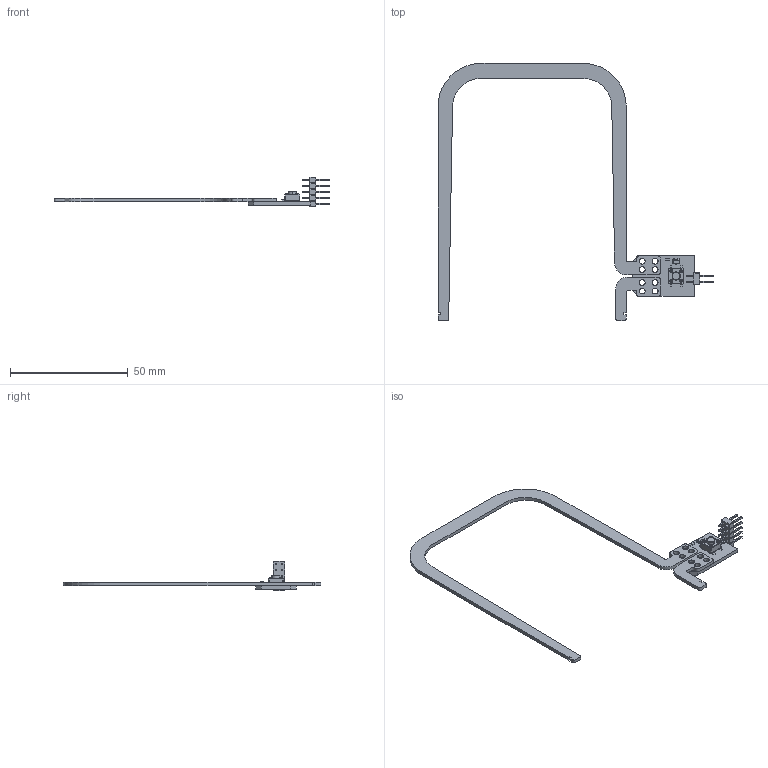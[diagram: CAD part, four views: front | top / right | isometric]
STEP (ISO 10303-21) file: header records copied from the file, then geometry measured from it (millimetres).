
FILE_DESCRIPTION(('KiCad electronic assembly'),'2;1');
FILE_NAME('3Dsimo_KIT2_foam_cutting100.step','2019-10-15T09:05:39',( 'An Author'),('A Company'),'Open CASCADE STEP processor 6.9', 'KiCad to STEP converter','Unknown');
FILE_SCHEMA(('AUTOMOTIVE_DESIGN { 1 0 10303 214 1 1 1 1 }'));
Length unit declared in the file: millimetre
Products named in the file (12): Open CASCADE STEP translator 6.9 1; SW_SPST_6x6mm_H4.3mm; COMPOUND; FoamCutting_110x80mm; Pin_Header_Straight_2x05_Pitch2.54mm; SOLID; SOT-23; C_0603
Assembly tree (11 placements, depth 3):
  Open CASCADE STEP translator 6.9 1
    SW_SPST_6x6mm_H4.3mm
      COMPOUND
    FoamCutting_110x80mm
      COMPOUND
    Pin_Header_Straight_2x05_Pitch2.54mm
      SOLID
    SOT-23
      COMPOUND
    C_0603
      SOLID
    COMPOUND
Bounding box: 117.25 x 109.5 x 12.7 mm (x, y, z)
Volume: 3288.1 mm3; surface area: 5879.6 mm2
Topology: 6 solids, 169 shells, 528 faces, 1709 edges, 1378 vertices
Faces by surface type: plane 365, revolution 80, bspline 51, cylinder 32
Full cylindrical faces by diameter (mm): 2.7 x8
Entity records: 41529 total; most frequent: CARTESIAN_POINT 8863, DIRECTION 5250, LINE 3548, VECTOR 3548, ORIENTED_EDGE 2586, PCURVE 2586, DEFINITIONAL_REPRESENTATION 2586, EDGE_CURVE 1709
